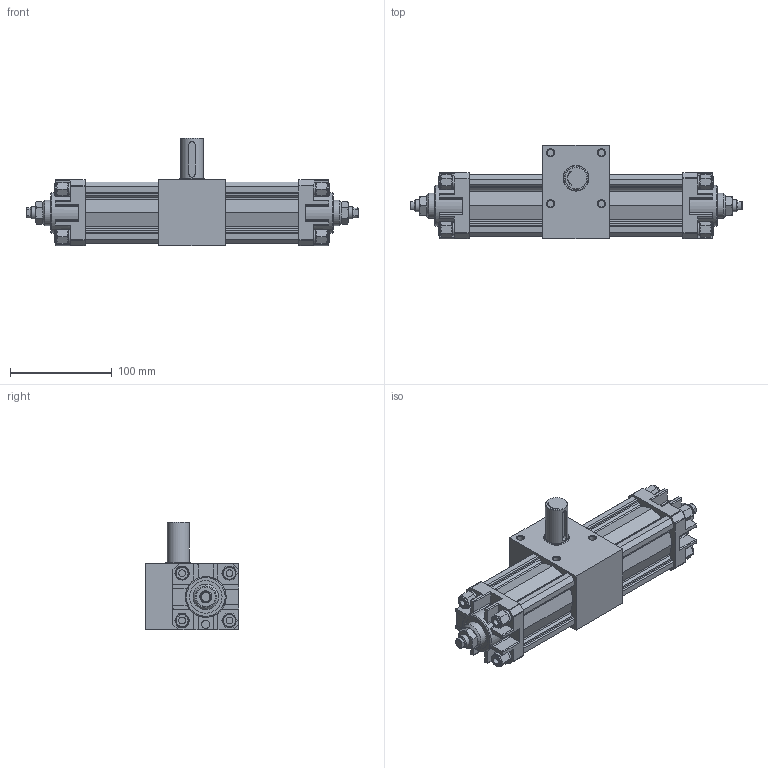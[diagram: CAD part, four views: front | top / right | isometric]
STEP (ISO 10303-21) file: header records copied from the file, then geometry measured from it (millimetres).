
FILE_DESCRIPTION( ( 'STEP AP214' ), '1' );
FILE_NAME( '1332.50.90.01R(0).stp', '2021-06-25T15:03:30', ( 'License CC BY-ND 4.0' ), ( 'CADENAS' ), ' ', 'PARTsolutions', ' ' );
FILE_SCHEMA( ( 'AUTOMOTIVE_DESIGN { 1 0 10303 214 1 1 1 1 }' ) );
Length unit declared in the file: millimetre
Products named in the file (7): 1332.50.90.01R(0); _1330.50.90.01R-VERS M(0); _CR50/4; _CR50R-90; _CR050/016R; _CIM50/9; _CR50/2(M)
Assembly tree (15 placements, depth 2):
  1332.50.90.01R(0)
    _1330.50.90.01R-VERS M(0)
    _CR50/4
    _CR50R-90  x2
    _CR050/016R  x2
    _CIM50/9  x8
    _CR50/2(M)
Bounding box: 325.92 x 92 x 106 mm (x, y, z)
Volume: 796171 mm3; surface area: 193778.9 mm2
Topology: 14 solids, 14 shells, 710 faces, 1704 edges, 1112 vertices
Faces by surface type: plane 394, cylinder 227, cone 87, torus 2
Full cylindrical faces by diameter (mm): 4.5 x2, 6.5 x8, 6.647 x28, 7.2 x8, 7.5 x8, 8 x26, 10 x2, 11.445 x2, 12 x2, 12.7 x16, 13.5 x8, 22 x1, 25 x2, 25.2 x2, 32 x2, 40 x2, 46 x2, 50 x2
Entity records: 11741 total; most frequent: CARTESIAN_POINT 1932, DIRECTION 1534, ORIENTED_EDGE 1364, EDGE_CURVE 682, AXIS2_PLACEMENT_3D 577, VERTEX_POINT 485, EDGE_LOOP 431, LINE 380
